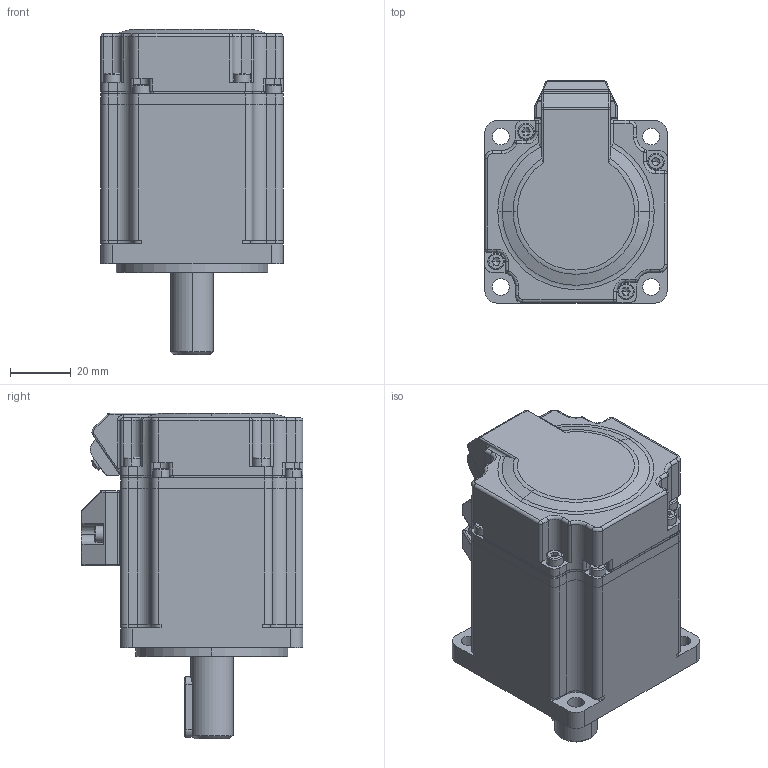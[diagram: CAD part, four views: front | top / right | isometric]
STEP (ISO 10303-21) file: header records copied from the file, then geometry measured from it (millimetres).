
FILE_DESCRIPTION (( 'STEP AP203' ), '1' );
FILE_NAME ('WB60ST-C00630 ´Å±à.STEP', '2020-07-10T00:48:13', ( '' ), ( '' ), 'SwSTEP 2.0', 'SolidWorks 2015', '' );
FILE_SCHEMA (( 'CONFIG_CONTROL_DESIGN' ));
Length unit declared in the file: millimetre
Products named in the file (1): WB60ST-C00630 棠晤
Bounding box: 60 x 73 x 107.2 mm (x, y, z)
Volume: 121989.7 mm3; surface area: 74874.8 mm2
Topology: 23 solids, 23 shells, 1526 faces, 3947 edges, 2517 vertices
Faces by surface type: plane 707, cylinder 401, bspline 232, cone 91, torus 83, sphere 12
Entity records: 57733 total; most frequent: CARTESIAN_POINT 21336, ORIENTED_EDGE 7810, DIRECTION 7060, EDGE_CURVE 3905, VERTEX_POINT 2517, AXIS2_PLACEMENT_3D 2413, VECTOR 2234, LINE 2234
